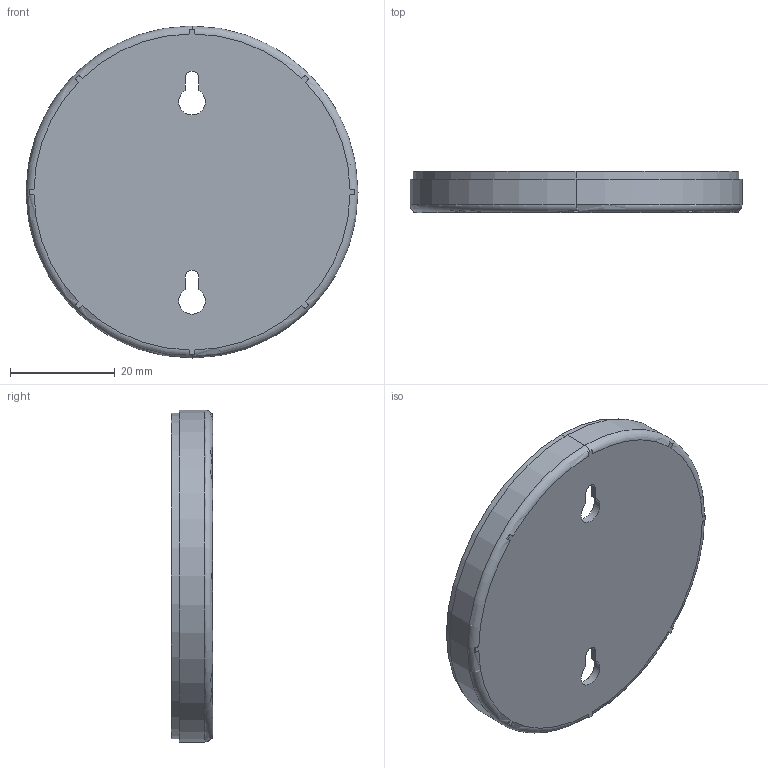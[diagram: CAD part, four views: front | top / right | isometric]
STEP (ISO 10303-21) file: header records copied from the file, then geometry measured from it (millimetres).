
FILE_DESCRIPTION (( 'STEP AP203' ), '1' );
FILE_NAME ('L8.STEP', '2026-01-05T22:59:00', ( '' ), ( '' ), 'SwSTEP 2.0', 'SolidWorks 2026', '' );
FILE_SCHEMA (( 'CONFIG_CONTROL_DESIGN' ));
Length unit declared in the file: inch
Products named in the file (1): L8
Bounding box: 63.5 x 7.87 x 63.5 mm (x, y, z)
Volume: 6222.3 mm3; surface area: 9356.1 mm2
Topology: 1 solids, 1 shells, 102 faces, 292 edges, 194 vertices
Faces by surface type: plane 78, cylinder 22, torus 2
Entity records: 3463 total; most frequent: CARTESIAN_POINT 699, ORIENTED_EDGE 584, DIRECTION 530, EDGE_CURVE 292, VECTOR 208, LINE 208, VERTEX_POINT 194, AXIS2_PLACEMENT_3D 161
